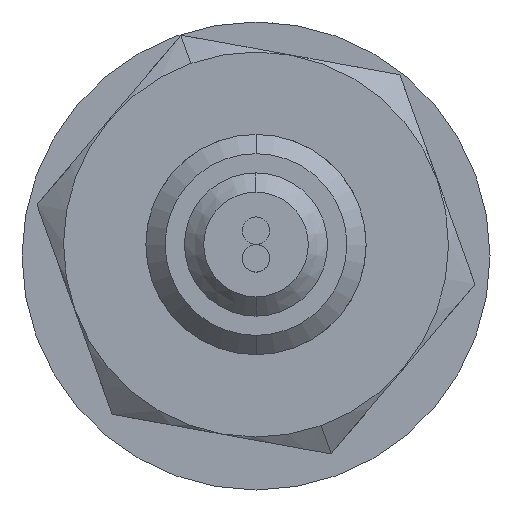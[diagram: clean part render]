
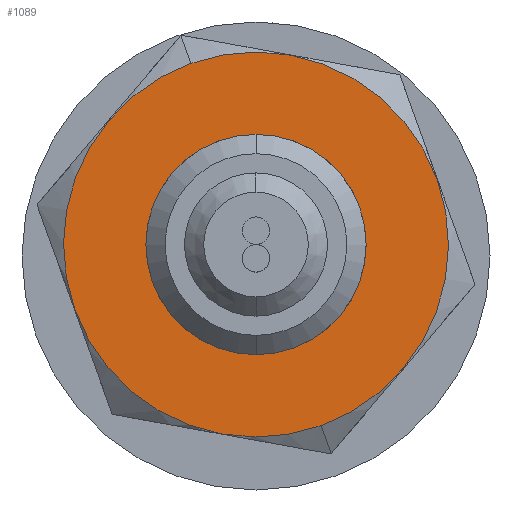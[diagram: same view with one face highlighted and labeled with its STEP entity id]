
A CAD part, left-side view. The second image highlights one B-rep face of the part: STEP entity #1089.
In plain terms, the highlighted planar face has unit normal (-1, 0, 0).
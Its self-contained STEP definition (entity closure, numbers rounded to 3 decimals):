
#91 = DIRECTION ( 'NONE',  ( 0., 0., -1. ) ) ;
#105 = CARTESIAN_POINT ( 'NONE',  ( -1.2, 0., 0. ) ) ;
#214 = CARTESIAN_POINT ( 'NONE',  ( -1.2, 0., -3.496 ) ) ;
#348 = DIRECTION ( 'NONE',  ( 1., 0., 0. ) ) ;
#372 = EDGE_CURVE ( 'NONE', #1699, #834, #649, .T. ) ;
#402 = ORIENTED_EDGE ( 'NONE', *, *, #1174, .T. ) ;
#419 = AXIS2_PLACEMENT_3D ( 'NONE', #105, #1308, #91 ) ;
#457 = DIRECTION ( 'NONE',  ( 1., 0., 0. ) ) ;
#499 = DIRECTION ( 'NONE',  ( 0., 0., -1. ) ) ;
#502 = CARTESIAN_POINT ( 'NONE',  ( -1.2, 0., 0. ) ) ;
#535 = AXIS2_PLACEMENT_3D ( 'NONE', #547, #1571, #1585 ) ;
#547 = CARTESIAN_POINT ( 'NONE',  ( -1.2, 0., 0. ) ) ;
#550 = CIRCLE ( 'NONE', #419, 2. ) ;
#557 = FACE_OUTER_BOUND ( 'NONE', #767, .T. ) ;
#649 = CIRCLE ( 'NONE', #1639, 3.496 ) ;
#713 = AXIS2_PLACEMENT_3D ( 'NONE', #502, #1672, #1133 ) ;
#714 = DIRECTION ( 'NONE',  ( 0., 0., -1. ) ) ;
#767 = EDGE_LOOP ( 'NONE', ( #885, #1263 ) ) ;
#834 = VERTEX_POINT ( 'NONE', #214 ) ;
#867 = CIRCLE ( 'NONE', #535, 2. ) ;
#882 = EDGE_CURVE ( 'NONE', #834, #1699, #1143, .T. ) ;
#885 = ORIENTED_EDGE ( 'NONE', *, *, #882, .F. ) ;
#900 = CARTESIAN_POINT ( 'NONE',  ( -1.2, 0., -2. ) ) ;
#984 = ORIENTED_EDGE ( 'NONE', *, *, #1565, .T. ) ;
#1005 = CARTESIAN_POINT ( 'NONE',  ( -1.2, 0., 0. ) ) ;
#1030 = CARTESIAN_POINT ( 'NONE',  ( -1.2, 0., 2. ) ) ;
#1089 = ADVANCED_FACE ( 'NONE', ( #1326, #557 ), #1525, .F. ) ;
#1101 = CARTESIAN_POINT ( 'NONE',  ( -1.2, 0., 0. ) ) ;
#1133 = DIRECTION ( 'NONE',  ( 0., 0., -1. ) ) ;
#1143 = CIRCLE ( 'NONE', #1645, 3.496 ) ;
#1160 = VERTEX_POINT ( 'NONE', #1030 ) ;
#1174 = EDGE_CURVE ( 'NONE', #1530, #1160, #550, .T. ) ;
#1263 = ORIENTED_EDGE ( 'NONE', *, *, #372, .F. ) ;
#1308 = DIRECTION ( 'NONE',  ( 1., 0., 0. ) ) ;
#1326 = FACE_BOUND ( 'NONE', #1617, .T. ) ;
#1468 = CARTESIAN_POINT ( 'NONE',  ( -1.2, 0., 3.496 ) ) ;
#1525 = PLANE ( 'NONE',  #713 ) ;
#1530 = VERTEX_POINT ( 'NONE', #900 ) ;
#1565 = EDGE_CURVE ( 'NONE', #1160, #1530, #867, .T. ) ;
#1571 = DIRECTION ( 'NONE',  ( 1., 0., 0. ) ) ;
#1585 = DIRECTION ( 'NONE',  ( 0., 0., -1. ) ) ;
#1617 = EDGE_LOOP ( 'NONE', ( #984, #402 ) ) ;
#1639 = AXIS2_PLACEMENT_3D ( 'NONE', #1101, #457, #714 ) ;
#1645 = AXIS2_PLACEMENT_3D ( 'NONE', #1005, #348, #499 ) ;
#1672 = DIRECTION ( 'NONE',  ( 1., 0., 0. ) ) ;
#1699 = VERTEX_POINT ( 'NONE', #1468 ) ;
